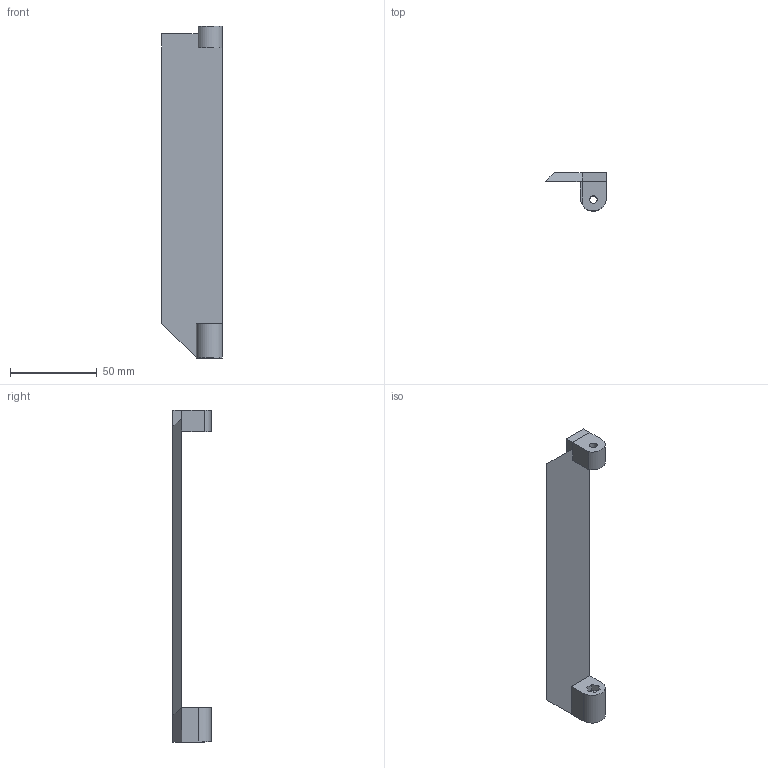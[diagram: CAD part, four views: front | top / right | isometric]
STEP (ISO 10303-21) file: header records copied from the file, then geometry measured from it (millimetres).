
FILE_DESCRIPTION(/* description */ (''),/* implementation_level */ '2;1');
FILE_NAME(/* name */ 'clamp_L_18mm.step',/* time_stamp */ '2025-12-23T23:23:05+09:00',/* author */ (''),/* organization */ (''),/* preprocessor_version */ 'ST-DEVELOPER v20.1',/* originating_system */ 'Autodesk Translation Framework v14.21.0.0',/* authorisation */ '');
FILE_SCHEMA (('AUTOMOTIVE_DESIGN { 1 0 10303 214 3 1 1 }'));
Length unit declared in the file: millimetre
Products named in the file (2): clamp_L_18mm; clamp_L_14mm v1
Assembly tree (1 placements, depth 2):
  clamp_L_18mm
    clamp_L_14mm v1
Bounding box: 35 x 22 x 191.2 mm (x, y, z)
Volume: 35813.5 mm3; surface area: 18067.9 mm2
Topology: 3 solids, 3 shells, 55 faces, 136 edges, 86 vertices
Faces by surface type: plane 35, cylinder 12, cone 8
Full cylindrical faces by diameter (mm): 2.8 x8, 4.4 x2
Entity records: 1679 total; most frequent: DIRECTION 280, CARTESIAN_POINT 276, ORIENTED_EDGE 264, EDGE_CURVE 132, LINE 100, VECTOR 100, AXIS2_PLACEMENT_3D 90, VERTEX_POINT 86
